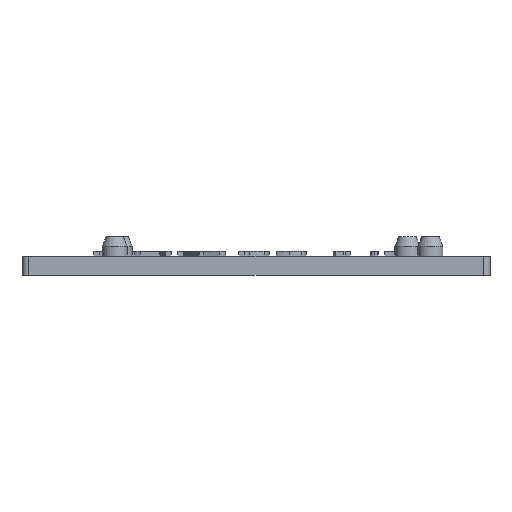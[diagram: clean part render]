
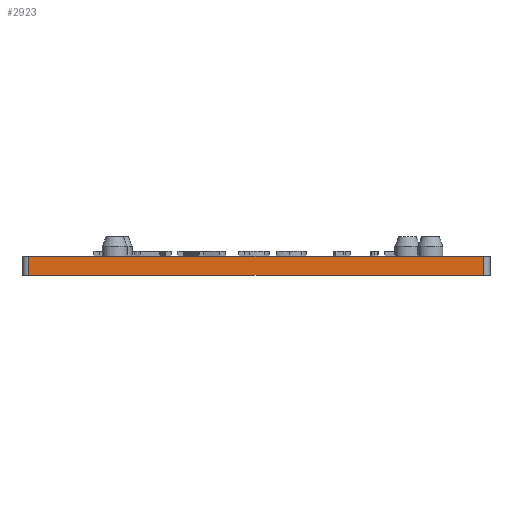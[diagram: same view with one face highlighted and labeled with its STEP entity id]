
A CAD part, front view. The second image highlights one B-rep face of the part: STEP entity #2923.
In plain terms, the highlighted planar face has unit normal (0, -1, 0).
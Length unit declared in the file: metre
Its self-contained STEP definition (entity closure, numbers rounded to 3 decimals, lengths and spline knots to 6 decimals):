
#384=ORIENTED_EDGE('',*,*,#1211,.T.);
#385=ORIENTED_EDGE('',*,*,#1230,.T.);
#386=ORIENTED_EDGE('',*,*,#1205,.F.);
#387=ORIENTED_EDGE('',*,*,#1231,.T.);
#1205=EDGE_CURVE('',#1632,#1633,#1875,.T.);
#1211=EDGE_CURVE('',#1639,#1638,#1878,.T.);
#1230=EDGE_CURVE('',#1638,#1633,#1884,.F.);
#1231=EDGE_CURVE('',#1632,#1639,#1885,.T.);
#1632=VERTEX_POINT('',#4169);
#1633=VERTEX_POINT('',#4171);
#1638=VERTEX_POINT('',#4182);
#1639=VERTEX_POINT('',#4184);
#1875=LINE('',#4170,#2152);
#1878=LINE('',#4183,#2155);
#1884=LINE('',#4223,#2161);
#1885=LINE('',#4224,#2162);
#2152=VECTOR('',#3345,1.);
#2155=VECTOR('',#3356,1.);
#2161=VECTOR('',#3402,1.);
#2162=VECTOR('',#3403,1.);
#2405=EDGE_LOOP('',(#384,#385,#386,#387));
#2630=FACE_BOUND('',#2405,.T.);
#2824=PLANE('',#3135);
#2923=ADVANCED_FACE('',(#2630),#2824,.F.);
#3135=AXIS2_PLACEMENT_3D('',#4222,#3400,#3401);
#3345=DIRECTION('',(1.,0.,0.));
#3356=DIRECTION('',(1.,0.,0.));
#3400=DIRECTION('',(0.,1.,0.));
#3401=DIRECTION('',(-1.,0.,0.));
#3402=DIRECTION('',(0.,0.,-1.));
#3403=DIRECTION('',(0.,0.,-1.));
#4169=CARTESIAN_POINT('',(-0.047167,-0.06351,0.005));
#4170=CARTESIAN_POINT('',(0.012048,-0.06351,0.005));
#4171=CARTESIAN_POINT('',(0.071262,-0.06351,0.005));
#4182=CARTESIAN_POINT('',(0.071262,-0.06351,0.));
#4183=CARTESIAN_POINT('',(0.012048,-0.06351,0.));
#4184=CARTESIAN_POINT('',(-0.047167,-0.06351,0.));
#4222=CARTESIAN_POINT('',(0.012048,-0.06351,0.005));
#4223=CARTESIAN_POINT('',(0.071262,-0.06351,0.005));
#4224=CARTESIAN_POINT('',(-0.047167,-0.06351,0.005));
